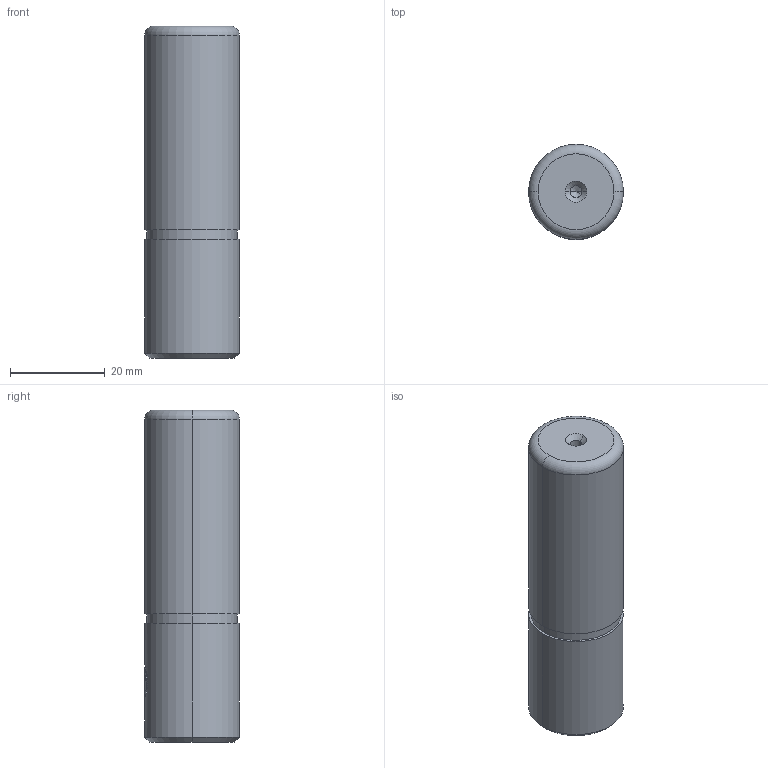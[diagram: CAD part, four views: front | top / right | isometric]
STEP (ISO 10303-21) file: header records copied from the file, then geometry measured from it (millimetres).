
FILE_DESCRIPTION (( 'STEP AP214' ), '1' );
FILE_NAME ('SGPN-D20-70.step', '2021-07-16T08:42:38', ( 'User' ), ( 'china' ), 'SwSTEP 2.0', 'SolidWorks 2016', '' );
FILE_SCHEMA (( 'AUTOMOTIVE_DESIGN' ));
Length unit declared in the file: millimetre
Products named in the file (1): SGPN-D20-70
Bounding box: 20 x 20 x 70 mm (x, y, z)
Volume: 20979.5 mm3; surface area: 5495.8 mm2
Topology: 1 solids, 1 shells, 46 faces, 108 edges, 66 vertices
Faces by surface type: cylinder 22, plane 12, cone 10, torus 2
Entity records: 1588 total; most frequent: CARTESIAN_POINT 519, DIRECTION 208, ORIENTED_EDGE 208, EDGE_CURVE 104, AXIS2_PLACEMENT_3D 81, VERTEX_POINT 66, EDGE_LOOP 52, ADVANCED_FACE 46
